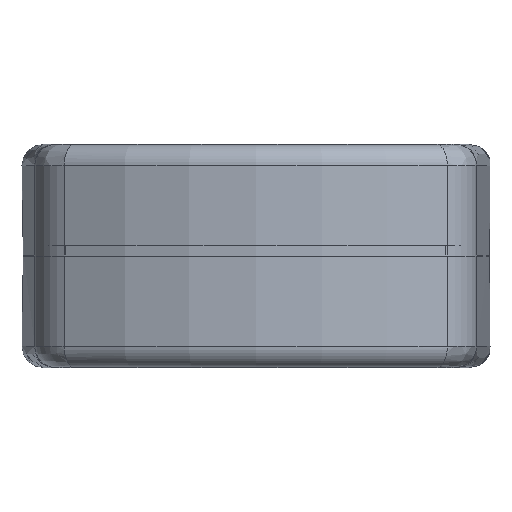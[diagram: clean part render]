
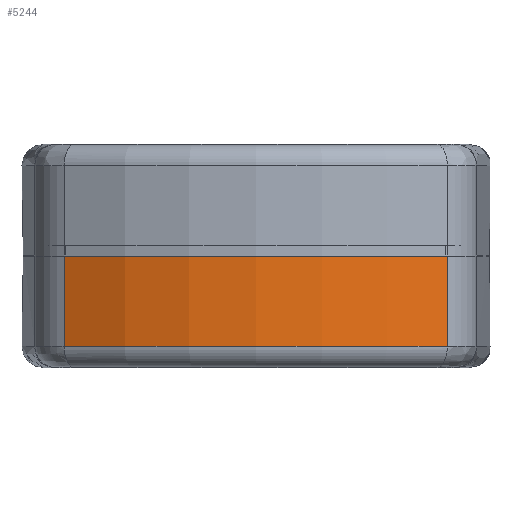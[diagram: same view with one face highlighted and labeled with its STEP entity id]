
A CAD part, left-side view. The second image highlights one B-rep face of the part: STEP entity #5244.
In plain terms, the highlighted cylindrical face has radius 73.111 mm (diameter 146.222 mm), a partial arc.
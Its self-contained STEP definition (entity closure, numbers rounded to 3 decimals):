
#3604 = VERTEX_POINT('',#3605);
#3605 = CARTESIAN_POINT('',(-3.609,36.043,20.));
#3614 = EDGE_CURVE('',#3615,#3604,#3617,.T.);
#3615 = VERTEX_POINT('',#3616);
#3616 = CARTESIAN_POINT('',(-3.586,-36.084,20.));
#3617 = CIRCLE('',#3618,73.111);
#3618 = AXIS2_PLACEMENT_3D('',#3619,#3620,#3621);
#3619 = CARTESIAN_POINT('',(60.,0.,20.));
#3620 = DIRECTION('',(0.,-0.,-1.));
#3621 = DIRECTION('',(1.,0.,0.));
#4579 = EDGE_CURVE('',#4580,#3604,#4582,.T.);
#4580 = VERTEX_POINT('',#4581);
#4581 = CARTESIAN_POINT('',(-3.609,36.043,3.));
#4582 = B_SPLINE_CURVE_WITH_KNOTS('',1,(#4583,#4584),.UNSPECIFIED.,.F.,
  .F.,(2,2),(3.,20.),.PIECEWISE_BEZIER_KNOTS.);
#4583 = CARTESIAN_POINT('',(-3.609,36.043,3.));
#4584 = CARTESIAN_POINT('',(-3.609,36.043,20.));
#5140 = EDGE_CURVE('',#5141,#3615,#5143,.T.);
#5141 = VERTEX_POINT('',#5142);
#5142 = CARTESIAN_POINT('',(-3.586,-36.084,3.));
#5143 = B_SPLINE_CURVE_WITH_KNOTS('',1,(#5144,#5145),.UNSPECIFIED.,.F.,
  .F.,(2,2),(3.,20.),.PIECEWISE_BEZIER_KNOTS.);
#5144 = CARTESIAN_POINT('',(-3.586,-36.084,3.));
#5145 = CARTESIAN_POINT('',(-3.586,-36.084,20.));
#5244 = ADVANCED_FACE('',(#5245),#5257,.T.);
#5245 = FACE_BOUND('',#5246,.F.);
#5246 = EDGE_LOOP('',(#5247,#5254,#5255,#5256));
#5247 = ORIENTED_EDGE('',*,*,#5248,.T.);
#5248 = EDGE_CURVE('',#5141,#4580,#5249,.T.);
#5249 = CIRCLE('',#5250,73.111);
#5250 = AXIS2_PLACEMENT_3D('',#5251,#5252,#5253);
#5251 = CARTESIAN_POINT('',(60.,0.,3.));
#5252 = DIRECTION('',(-0.,0.,-1.));
#5253 = DIRECTION('',(-0.87,-0.494,0.));
#5254 = ORIENTED_EDGE('',*,*,#4579,.T.);
#5255 = ORIENTED_EDGE('',*,*,#3614,.F.);
#5256 = ORIENTED_EDGE('',*,*,#5140,.F.);
#5257 = CYLINDRICAL_SURFACE('',#5258,73.111);
#5258 = AXIS2_PLACEMENT_3D('',#5259,#5260,#5261);
#5259 = CARTESIAN_POINT('',(60.,0.,0.));
#5260 = DIRECTION('',(-0.,-0.,-1.));
#5261 = DIRECTION('',(1.,0.,0.));
